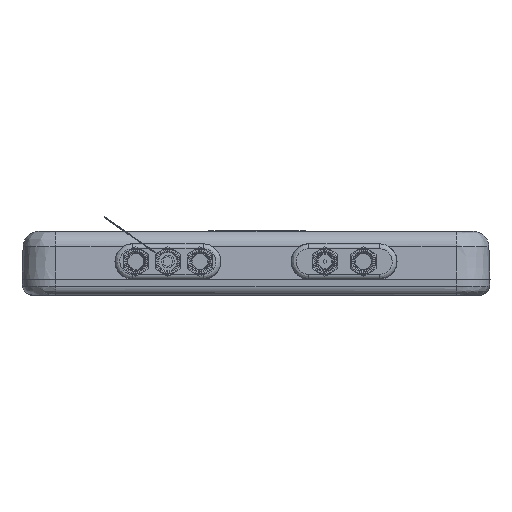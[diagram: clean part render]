
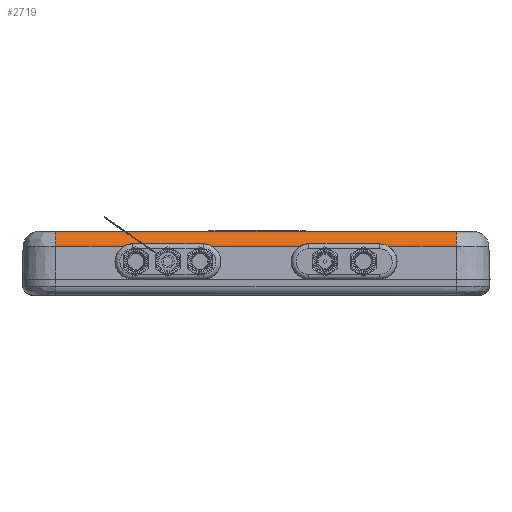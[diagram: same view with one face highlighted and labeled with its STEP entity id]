
A CAD part, front view. The second image highlights one B-rep face of the part: STEP entity #2719.
In plain terms, the highlighted cylindrical face has radius 5 mm (diameter 10 mm), a partial arc.
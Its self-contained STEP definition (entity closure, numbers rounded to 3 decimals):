
#515 = CARTESIAN_POINT ( 'NONE',  ( 15.985, -66.571, 10.998 ) ) ;
#581 = CARTESIAN_POINT ( 'NONE',  ( 16.241, -66.567, 11.016 ) ) ;
#635 = CARTESIAN_POINT ( 'NONE',  ( 41.422, -66.669, 10.174 ) ) ;
#643 = ORIENTED_EDGE ( 'NONE', *, *, #17643, .F. ) ;
#763 = LINE ( 'NONE', #13071, #17332 ) ;
#777 = EDGE_LOOP ( 'NONE', ( #7915, #20333, #9564, #20739, #643, #8726, #11619, #12110, #4734, #11023, #14186, #16503 ) ) ;
#831 = LINE ( 'NONE', #9173, #3927 ) ;
#1095 = EDGE_CURVE ( 'NONE', #18676, #18753, #7693, .T. ) ;
#1137 = CARTESIAN_POINT ( 'NONE',  ( -38.759, -66.567, 11.016 ) ) ;
#1224 = CARTESIAN_POINT ( 'NONE',  ( 40.262, -66.618, 10.731 ) ) ;
#1409 = CARTESIAN_POINT ( 'NONE',  ( -38.5, -66.567, 11.016 ) ) ;
#1488 = CARTESIAN_POINT ( 'NONE',  ( -13.578, -66.669, 10.174 ) ) ;
#1730 = VERTEX_POINT ( 'NONE', #635 ) ;
#2175 = DIRECTION ( 'NONE',  ( 1., 0., 0. ) ) ;
#2274 = VECTOR ( 'NONE', #18885, 1000. ) ;
#2443 = CARTESIAN_POINT ( 'NONE',  ( 62.5, -66.669, 10.174 ) ) ;
#2604 = CARTESIAN_POINT ( 'NONE',  ( 62.5, -61.672, 15. ) ) ;
#2675 = CARTESIAN_POINT ( 'NONE',  ( 41.202, -66.664, 10.312 ) ) ;
#2719 = ADVANCED_FACE ( 'NONE', ( #11979 ), #6717, .T. ) ;
#3010 = CARTESIAN_POINT ( 'NONE',  ( -15.477, -66.584, 10.944 ) ) ;
#3023 = VECTOR ( 'NONE', #3785, 1000. ) ;
#3113 = AXIS2_PLACEMENT_3D ( 'NONE', #15725, #2175, #8953 ) ;
#3222 = CARTESIAN_POINT ( 'NONE',  ( -13.798, -66.664, 10.312 ) ) ;
#3571 = CARTESIAN_POINT ( 'NONE',  ( -62.5, -66.669, 10.174 ) ) ;
#3785 = DIRECTION ( 'NONE',  ( 1., 0., 0. ) ) ;
#3927 = VECTOR ( 'NONE', #9248, 1000. ) ;
#4227 = DIRECTION ( 'NONE',  ( 1., 0., 0. ) ) ;
#4630 = LINE ( 'NONE', #19280, #7751 ) ;
#4718 = B_SPLINE_CURVE_WITH_KNOTS ( 'NONE', 3,
 ( #6532, #6307, #3010, #4894, #8002, #19829, #3222, #1488 ),
 .UNSPECIFIED., .F., .F.,
 ( 4, 2, 2, 4 ),
 ( 0., 0.002, 0.002, 0.003 ),
 .UNSPECIFIED. ) ;
#4734 = ORIENTED_EDGE ( 'NONE', *, *, #19079, .T. ) ;
#4894 = CARTESIAN_POINT ( 'NONE',  ( -14.738, -66.618, 10.731 ) ) ;
#5208 = DIRECTION ( 'NONE',  ( 1., 0., 0. ) ) ;
#5531 = CARTESIAN_POINT ( 'NONE',  ( 15.221, -66.596, 10.871 ) ) ;
#5953 = VERTEX_POINT ( 'NONE', #18941 ) ;
#6008 = AXIS2_PLACEMENT_3D ( 'NONE', #19258, #12686, #15801 ) ;
#6085 = EDGE_CURVE ( 'NONE', #1730, #12484, #763, .T. ) ;
#6141 = CARTESIAN_POINT ( 'NONE',  ( -41.422, -66.669, 10.174 ) ) ;
#6182 = EDGE_CURVE ( 'NONE', #5953, #13703, #9522, .T. ) ;
#6307 = CARTESIAN_POINT ( 'NONE',  ( -15.982, -66.567, 11.016 ) ) ;
#6359 = CARTESIAN_POINT ( 'NONE',  ( -38.5, -66.567, 11.016 ) ) ;
#6532 = CARTESIAN_POINT ( 'NONE',  ( -16.5, -66.567, 11.016 ) ) ;
#6544 = EDGE_CURVE ( 'NONE', #18753, #19594, #7409, .T. ) ;
#6642 = VERTEX_POINT ( 'NONE', #10879 ) ;
#6717 = CYLINDRICAL_SURFACE ( 'NONE', #21486, 5. ) ;
#6763 = EDGE_CURVE ( 'NONE', #14196, #12484, #21400, .T. ) ;
#7213 = CARTESIAN_POINT ( 'NONE',  ( 16.5, -66.567, 11.016 ) ) ;
#7409 = LINE ( 'NONE', #18937, #3023 ) ;
#7510 = CARTESIAN_POINT ( 'NONE',  ( 41.422, -66.669, 10.174 ) ) ;
#7620 = B_SPLINE_CURVE_WITH_KNOTS ( 'NONE', 3,
 ( #10936, #15930, #17740, #1224, #7646, #14138, #2675, #7510 ),
 .UNSPECIFIED., .F., .F.,
 ( 4, 2, 2, 4 ),
 ( 0., 0.002, 0.002, 0.003 ),
 .UNSPECIFIED. ) ;
#7646 = CARTESIAN_POINT ( 'NONE',  ( 40.506, -66.631, 10.642 ) ) ;
#7693 = B_SPLINE_CURVE_WITH_KNOTS ( 'NONE', 3,
 ( #9664, #20970, #9453, #11052, #14602, #17935, #1137, #1409 ),
 .UNSPECIFIED., .F., .F.,
 ( 4, 2, 2, 4 ),
 ( 0., 0.002, 0.002, 0.003 ),
 .UNSPECIFIED. ) ;
#7751 = VECTOR ( 'NONE', #9338, 1000. ) ;
#7879 = CARTESIAN_POINT ( 'NONE',  ( -16.5, -66.567, 11.016 ) ) ;
#7915 = ORIENTED_EDGE ( 'NONE', *, *, #11893, .T. ) ;
#7948 = LINE ( 'NONE', #15132, #2274 ) ;
#8002 = CARTESIAN_POINT ( 'NONE',  ( -14.494, -66.631, 10.642 ) ) ;
#8726 = ORIENTED_EDGE ( 'NONE', *, *, #21136, .T. ) ;
#8819 = CIRCLE ( 'NONE', #6008, 5. ) ;
#8953 = DIRECTION ( 'NONE',  ( 0., -1., 0. ) ) ;
#9173 = CARTESIAN_POINT ( 'NONE',  ( 0., -61.672, 15. ) ) ;
#9248 = DIRECTION ( 'NONE',  ( 1., 0., 0. ) ) ;
#9310 = B_SPLINE_CURVE_WITH_KNOTS ( 'NONE', 3,
 ( #11959, #13771, #16946, #5531, #18763, #515, #581, #7213 ),
 .UNSPECIFIED., .F., .F.,
 ( 4, 2, 2, 4 ),
 ( 0., 0.002, 0.002, 0.003 ),
 .UNSPECIFIED. ) ;
#9320 = CARTESIAN_POINT ( 'NONE',  ( 13.578, -66.669, 10.174 ) ) ;
#9338 = DIRECTION ( 'NONE',  ( 1., 0., 0. ) ) ;
#9453 = CARTESIAN_POINT ( 'NONE',  ( -40.518, -66.63, 10.657 ) ) ;
#9522 = LINE ( 'NONE', #18335, #10820 ) ;
#9564 = ORIENTED_EDGE ( 'NONE', *, *, #6763, .F. ) ;
#9574 = EDGE_CURVE ( 'NONE', #12375, #12591, #4630, .T. ) ;
#9664 = CARTESIAN_POINT ( 'NONE',  ( -41.422, -66.669, 10.174 ) ) ;
#9757 = VERTEX_POINT ( 'NONE', #3571 ) ;
#10820 = VECTOR ( 'NONE', #5208, 1000. ) ;
#10825 = CARTESIAN_POINT ( 'NONE',  ( 0., -61.672, 10. ) ) ;
#10879 = CARTESIAN_POINT ( 'NONE',  ( -62.5, -61.672, 15. ) ) ;
#10936 = CARTESIAN_POINT ( 'NONE',  ( 38.5, -66.567, 11.016 ) ) ;
#11023 = ORIENTED_EDGE ( 'NONE', *, *, #9574, .T. ) ;
#11052 = CARTESIAN_POINT ( 'NONE',  ( -39.779, -66.596, 10.871 ) ) ;
#11454 = DIRECTION ( 'NONE',  ( 1., 0., 0. ) ) ;
#11619 = ORIENTED_EDGE ( 'NONE', *, *, #1095, .T. ) ;
#11893 = EDGE_CURVE ( 'NONE', #13703, #1730, #7620, .T. ) ;
#11959 = CARTESIAN_POINT ( 'NONE',  ( 13.578, -66.669, 10.174 ) ) ;
#11979 = FACE_OUTER_BOUND ( 'NONE', #777, .T. ) ;
#12110 = ORIENTED_EDGE ( 'NONE', *, *, #6544, .T. ) ;
#12313 = EDGE_CURVE ( 'NONE', #12591, #5953, #9310, .T. ) ;
#12375 = VERTEX_POINT ( 'NONE', #15354 ) ;
#12484 = VERTEX_POINT ( 'NONE', #2443 ) ;
#12591 = VERTEX_POINT ( 'NONE', #9320 ) ;
#12686 = DIRECTION ( 'NONE',  ( -1., 0., 0. ) ) ;
#12744 = CARTESIAN_POINT ( 'NONE',  ( 38.5, -66.567, 11.016 ) ) ;
#13071 = CARTESIAN_POINT ( 'NONE',  ( 0., -66.669, 10.174 ) ) ;
#13703 = VERTEX_POINT ( 'NONE', #12744 ) ;
#13771 = CARTESIAN_POINT ( 'NONE',  ( 14.017, -66.659, 10.449 ) ) ;
#14138 = CARTESIAN_POINT ( 'NONE',  ( 40.975, -66.654, 10.433 ) ) ;
#14186 = ORIENTED_EDGE ( 'NONE', *, *, #12313, .T. ) ;
#14196 = VERTEX_POINT ( 'NONE', #2604 ) ;
#14602 = CARTESIAN_POINT ( 'NONE',  ( -39.525, -66.585, 10.925 ) ) ;
#15132 = CARTESIAN_POINT ( 'NONE',  ( 0., -66.669, 10.174 ) ) ;
#15354 = CARTESIAN_POINT ( 'NONE',  ( -13.578, -66.669, 10.174 ) ) ;
#15589 = EDGE_CURVE ( 'NONE', #6642, #14196, #831, .T. ) ;
#15725 = CARTESIAN_POINT ( 'NONE',  ( 62.5, -61.672, 10. ) ) ;
#15801 = DIRECTION ( 'NONE',  ( 0., -1., 0. ) ) ;
#15930 = CARTESIAN_POINT ( 'NONE',  ( 39.018, -66.567, 11.016 ) ) ;
#16503 = ORIENTED_EDGE ( 'NONE', *, *, #6182, .T. ) ;
#16946 = CARTESIAN_POINT ( 'NONE',  ( 14.482, -66.63, 10.657 ) ) ;
#17332 = VECTOR ( 'NONE', #11454, 1000. ) ;
#17643 = EDGE_CURVE ( 'NONE', #9757, #6642, #8819, .T. ) ;
#17740 = CARTESIAN_POINT ( 'NONE',  ( 39.523, -66.584, 10.944 ) ) ;
#17935 = CARTESIAN_POINT ( 'NONE',  ( -39.015, -66.571, 10.998 ) ) ;
#18335 = CARTESIAN_POINT ( 'NONE',  ( 0., -66.567, 11.016 ) ) ;
#18676 = VERTEX_POINT ( 'NONE', #6141 ) ;
#18753 = VERTEX_POINT ( 'NONE', #6359 ) ;
#18763 = CARTESIAN_POINT ( 'NONE',  ( 15.475, -66.585, 10.925 ) ) ;
#18885 = DIRECTION ( 'NONE',  ( 1., 0., 0. ) ) ;
#18937 = CARTESIAN_POINT ( 'NONE',  ( 0., -66.567, 11.016 ) ) ;
#18941 = CARTESIAN_POINT ( 'NONE',  ( 16.5, -66.567, 11.016 ) ) ;
#19079 = EDGE_CURVE ( 'NONE', #19594, #12375, #4718, .T. ) ;
#19162 = DIRECTION ( 'NONE',  ( 0., 1., 0. ) ) ;
#19258 = CARTESIAN_POINT ( 'NONE',  ( -62.5, -61.672, 10. ) ) ;
#19280 = CARTESIAN_POINT ( 'NONE',  ( 0., -66.669, 10.174 ) ) ;
#19594 = VERTEX_POINT ( 'NONE', #7879 ) ;
#19829 = CARTESIAN_POINT ( 'NONE',  ( -14.025, -66.654, 10.433 ) ) ;
#20333 = ORIENTED_EDGE ( 'NONE', *, *, #6085, .T. ) ;
#20739 = ORIENTED_EDGE ( 'NONE', *, *, #15589, .F. ) ;
#20970 = CARTESIAN_POINT ( 'NONE',  ( -40.983, -66.659, 10.449 ) ) ;
#21136 = EDGE_CURVE ( 'NONE', #9757, #18676, #7948, .T. ) ;
#21400 = CIRCLE ( 'NONE', #3113, 5. ) ;
#21486 = AXIS2_PLACEMENT_3D ( 'NONE', #10825, #4227, #19162 ) ;
